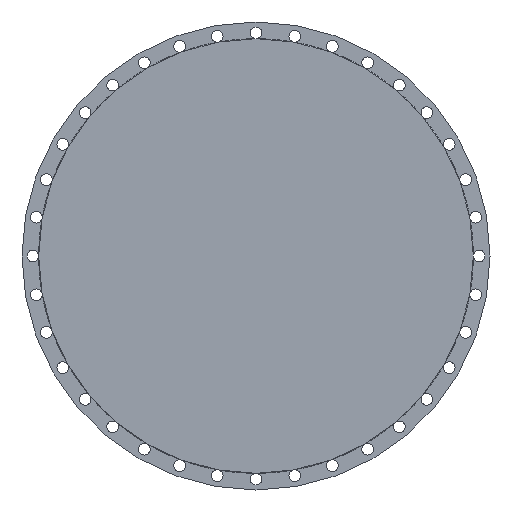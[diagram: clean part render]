
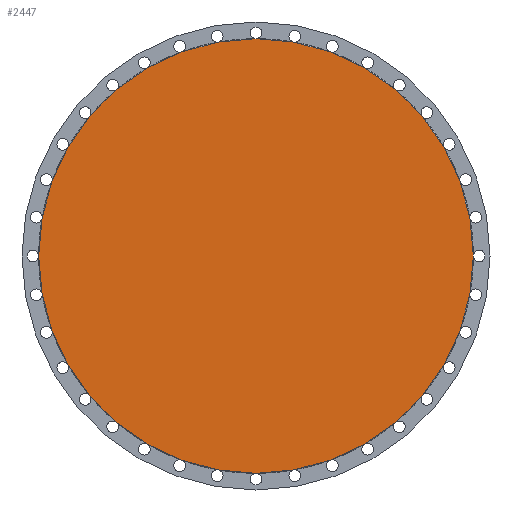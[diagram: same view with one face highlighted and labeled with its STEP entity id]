
A CAD part, left-side view. The second image highlights one B-rep face of the part: STEP entity #2447.
In plain terms, the highlighted planar face has unit normal (-1, 0, 0).
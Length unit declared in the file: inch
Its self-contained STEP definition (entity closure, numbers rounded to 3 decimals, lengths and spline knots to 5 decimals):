
#87 = DIRECTION ( 'NONE',  ( -1., 0., 0. ) ) ;
#199 = AXIS2_PLACEMENT_3D ( 'NONE', #2352, #2846, #746 ) ;
#357 = EDGE_CURVE ( 'NONE', #2505, #799, #1484, .T. ) ;
#443 = DIRECTION ( 'NONE',  ( 0., 0., 1. ) ) ;
#746 = DIRECTION ( 'NONE',  ( 0., 0., 1. ) ) ;
#799 = VERTEX_POINT ( 'NONE', #3274 ) ;
#1126 = CIRCLE ( 'NONE', #199, 18.6875 ) ;
#1297 = AXIS2_PLACEMENT_3D ( 'NONE', #3360, #2831, #443 ) ;
#1484 = CIRCLE ( 'NONE', #2824, 18.6875 ) ;
#1624 = EDGE_LOOP ( 'NONE', ( #1673, #1752 ) ) ;
#1673 = ORIENTED_EDGE ( 'NONE', *, *, #2460, .T. ) ;
#1752 = ORIENTED_EDGE ( 'NONE', *, *, #357, .T. ) ;
#1775 = PLANE ( 'NONE',  #1297 ) ;
#1895 = DIRECTION ( 'NONE',  ( 0., 0., 1. ) ) ;
#2184 = CARTESIAN_POINT ( 'NONE',  ( 0., 0., 0. ) ) ;
#2301 = FACE_OUTER_BOUND ( 'NONE', #1624, .T. ) ;
#2352 = CARTESIAN_POINT ( 'NONE',  ( 0., 0., 0. ) ) ;
#2447 = ADVANCED_FACE ( 'NONE', ( #2301 ), #1775, .T. ) ;
#2460 = EDGE_CURVE ( 'NONE', #799, #2505, #1126, .T. ) ;
#2505 = VERTEX_POINT ( 'NONE', #3144 ) ;
#2824 = AXIS2_PLACEMENT_3D ( 'NONE', #2184, #87, #1895 ) ;
#2831 = DIRECTION ( 'NONE',  ( -1., 0., 0. ) ) ;
#2846 = DIRECTION ( 'NONE',  ( -1., 0., 0. ) ) ;
#3144 = CARTESIAN_POINT ( 'NONE',  ( 0., 0., -18.6875 ) ) ;
#3274 = CARTESIAN_POINT ( 'NONE',  ( 0., 0., 18.6875 ) ) ;
#3360 = CARTESIAN_POINT ( 'NONE',  ( 0., 0., 0. ) ) ;
